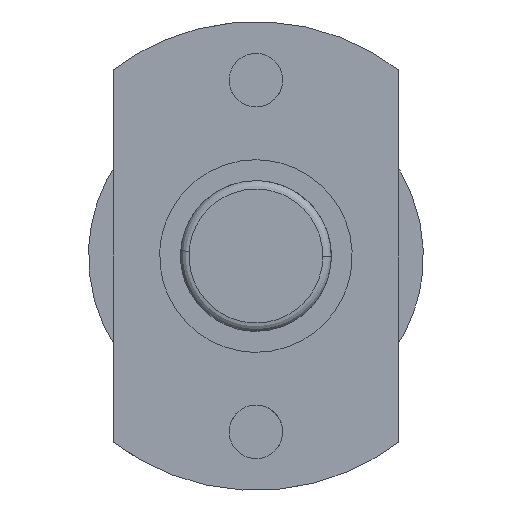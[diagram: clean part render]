
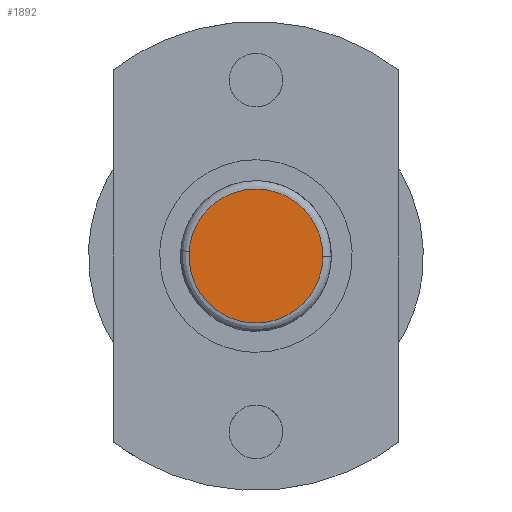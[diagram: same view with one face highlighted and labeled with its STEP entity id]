
A CAD part, left-side view. The second image highlights one B-rep face of the part: STEP entity #1892.
In plain terms, the highlighted free-form (B-spline) face has degree [1, 1] with [2, 2] control points.
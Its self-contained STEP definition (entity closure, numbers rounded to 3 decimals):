
#1251=CARTESIAN_POINT('',(-41.435,-4.,-0.05));
#1252=VERTEX_POINT('',#1251);
#1266=CARTESIAN_POINT('',(-41.435,0.,-4.));
#1267=VERTEX_POINT('',#1266);
#1268=CARTESIAN_POINT('',(-41.435,0.,-4.));
#1269=CARTESIAN_POINT('',(-41.435,-3.95,-4.));
#1270=CARTESIAN_POINT('',(-41.435,-4.,-0.05));
#1278=(BOUNDED_CURVE()B_SPLINE_CURVE(2,(#1268,#1269,#1270),.UNSPECIFIED.,.F.,.U.)B_SPLINE_CURVE_WITH_KNOTS((3,3),(0.5,0.748),.UNSPECIFIED.)CURVE()GEOMETRIC_REPRESENTATION_ITEM()RATIONAL_B_SPLINE_CURVE((1.0,0.71,0.995))REPRESENTATION_ITEM(''));
#1279=EDGE_CURVE('',#1267,#1252,#1278,.T.);
#1281=CARTESIAN_POINT('',(-41.435,3.99,0.279));
#1282=VERTEX_POINT('',#1281);
#1283=CARTESIAN_POINT('',(-41.435,3.99,0.279));
#1284=CARTESIAN_POINT('',(-41.435,4.,0.14));
#1285=CARTESIAN_POINT('',(-41.435,4.,0.0));
#1286=CARTESIAN_POINT('',(-41.435,4.,-4.));
#1287=CARTESIAN_POINT('',(-41.435,0.,-4.));
#1295=(BOUNDED_CURVE()B_SPLINE_CURVE(2,(#1283,#1284,#1285,#1286,#1287),.UNSPECIFIED.,.F.,.U.)B_SPLINE_CURVE_WITH_KNOTS((3,2,3),(0.238,0.25,0.5),.UNSPECIFIED.)CURVE()GEOMETRIC_REPRESENTATION_ITEM()RATIONAL_B_SPLINE_CURVE((0.973,0.986,1.0,0.707,1.0))REPRESENTATION_ITEM(''));
#1296=EDGE_CURVE('',#1282,#1267,#1295,.T.);
#1339=CARTESIAN_POINT('',(-41.435,0.,4.));
#1340=VERTEX_POINT('',#1339);
#1341=CARTESIAN_POINT('',(-41.435,0.,4.));
#1342=CARTESIAN_POINT('',(-41.435,3.73,4.));
#1343=CARTESIAN_POINT('',(-41.435,3.99,0.279));
#1351=(BOUNDED_CURVE()B_SPLINE_CURVE(2,(#1341,#1342,#1343),.UNSPECIFIED.,.F.,.U.)B_SPLINE_CURVE_WITH_KNOTS((3,3),(0.0,0.238),.UNSPECIFIED.)CURVE()GEOMETRIC_REPRESENTATION_ITEM()RATIONAL_B_SPLINE_CURVE((1.0,0.721,0.973))REPRESENTATION_ITEM(''));
#1352=EDGE_CURVE('',#1340,#1282,#1351,.T.);
#1354=CARTESIAN_POINT('',(-41.435,-4.,-0.05));
#1355=CARTESIAN_POINT('',(-41.435,-4.,-0.025));
#1356=CARTESIAN_POINT('',(-41.435,-4.,0.0));
#1357=CARTESIAN_POINT('',(-41.435,-4.,4.));
#1358=CARTESIAN_POINT('',(-41.435,0.,4.));
#1366=(BOUNDED_CURVE()B_SPLINE_CURVE(2,(#1354,#1355,#1356,#1357,#1358),.UNSPECIFIED.,.F.,.U.)B_SPLINE_CURVE_WITH_KNOTS((3,2,3),(0.748,0.75,1.0),.UNSPECIFIED.)CURVE()GEOMETRIC_REPRESENTATION_ITEM()RATIONAL_B_SPLINE_CURVE((0.995,0.997,1.0,0.707,1.0))REPRESENTATION_ITEM(''));
#1367=EDGE_CURVE('',#1252,#1340,#1366,.T.);
#1881=CARTESIAN_POINT('',(-41.435,-4.399,4.4));
#1882=CARTESIAN_POINT('',(-41.435,-4.399,-4.4));
#1883=CARTESIAN_POINT('',(-41.435,4.399,4.4));
#1884=CARTESIAN_POINT('',(-41.435,4.399,-4.4));
#1885=B_SPLINE_SURFACE_WITH_KNOTS('',1,1,((#1881,#1883),(#1882,#1884)),.UNSPECIFIED.,.F.,.F.,.U.,(2,2),(2,2),(0.0,8.799),(0.0,8.798),.UNSPECIFIED.);
#1886=ORIENTED_EDGE('',*,*,#1352,.T.);
#1887=ORIENTED_EDGE('',*,*,#1296,.T.);
#1888=ORIENTED_EDGE('',*,*,#1279,.T.);
#1889=ORIENTED_EDGE('',*,*,#1367,.T.);
#1890=EDGE_LOOP('',(#1886,#1887,#1888,#1889));
#1891=FACE_OUTER_BOUND('',#1890,.T.);
#1892=ADVANCED_FACE('',(#1891),#1885,.F.);
